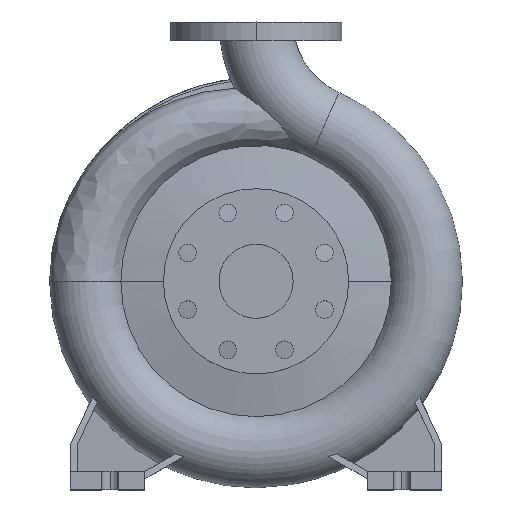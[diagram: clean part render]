
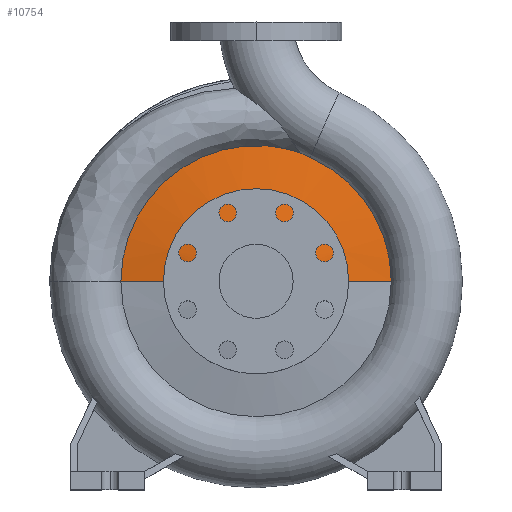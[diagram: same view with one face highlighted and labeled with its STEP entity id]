
A CAD part, top view. The second image highlights one B-rep face of the part: STEP entity #10754.
In plain terms, the highlighted conical face has half-angle 80 degrees and reference radius 217.521 mm.
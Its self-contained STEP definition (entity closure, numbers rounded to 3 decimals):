
#183 = CARTESIAN_POINT ( 'NONE',  ( -217.521, 0., 2.521 ) ) ;
#234 = CARTESIAN_POINT ( 'NONE',  ( -127.228, 72.03, 15.116 ) ) ;
#294 = CARTESIAN_POINT ( 'NONE',  ( 217.521, 0., 2.521 ) ) ;
#299 = CARTESIAN_POINT ( 'NONE',  ( -124.305, 76.994, 15.113 ) ) ;
#380 = CARTESIAN_POINT ( 'NONE',  ( -111.462, 94.55, 15.104 ) ) ;
#454 = CARTESIAN_POINT ( 'NONE',  ( -141.218, 37.165, 15.132 ) ) ;
#469 = EDGE_CURVE ( 'NONE', #13894, #5584, #8977, .T. ) ;
#521 = CARTESIAN_POINT ( 'NONE',  ( -137.819, 48.271, 15.128 ) ) ;
#738 = CARTESIAN_POINT ( 'NONE',  ( 58.593, 133.699, 15.136 ) ) ;
#803 = CARTESIAN_POINT ( 'NONE',  ( -9.791, 146.449, 15.015 ) ) ;
#1212 = DIRECTION ( 'NONE',  ( -0.985, 0., -0.174 ) ) ;
#1222 = DIRECTION ( 'NONE',  ( 0., 0., -1. ) ) ;
#1340 = CARTESIAN_POINT ( 'NONE',  ( -49.362, 138.002, 15.052 ) ) ;
#1411 = CARTESIAN_POINT ( 'NONE',  ( -43.9, 139.87, 15.047 ) ) ;
#1420 = CARTESIAN_POINT ( 'NONE',  ( -145.974, 0., 15.136 ) ) ;
#1431 = VERTEX_POINT ( 'NONE', #1420 ) ;
#1470 = ORIENTED_EDGE ( 'NONE', *, *, #13566, .T. ) ;
#1478 = CARTESIAN_POINT ( 'NONE',  ( -115.137, 90.018, 15.107 ) ) ;
#1586 = ORIENTED_EDGE ( 'NONE', *, *, #6552, .T. ) ;
#1589 = ORIENTED_EDGE ( 'NONE', *, *, #8965, .F. ) ;
#1929 = DIRECTION ( 'NONE',  ( 0., 0., 1. ) ) ;
#1964 = B_SPLINE_CURVE_WITH_KNOTS ( 'NONE', 3,
 ( #8103, #9199, #3761, #2513, #9274, #454, #2587, #12650, #10363, #521, #12578, #3542, #7075, #234, #299, #11541, #7144, #1478, #5965, #7009, #380, #12717, #8028, #3612, #2654, #10518, #4942, #11478, #12505, #2438, #6930, #9417, #11406, #1340, #1411, #5896, #4792, #13968, #7360, #3909, #6263, #2809, #803, #8602, #10735, #10655, #6334, #7568, #6187, #9704, #12873, #11766 ),
 .UNSPECIFIED., .F., .F.,
 ( 4, 2, 2, 2, 2, 2, 2, 2, 2, 2, 2, 2, 2, 2, 2, 2, 2, 2, 2, 2, 2, 2, 2, 2, 2, 4 ),
 ( 0., 0.017, 0.035, 0.043, 0.048, 0.052, 0.069, 0.086, 0.095, 0.099, 0.104, 0.121, 0.138, 0.147, 0.151, 0.156, 0.173, 0.19, 0.194, 0.199, 0.207, 0.225, 0.242, 0.251, 0.259, 0.276 ),
 .UNSPECIFIED. ) ;
#2037 = EDGE_CURVE ( 'NONE', #13894, #2151, #9478, .T. ) ;
#2151 = VERTEX_POINT ( 'NONE', #14245 ) ;
#2438 = CARTESIAN_POINT ( 'NONE',  ( -72.844, 126.941, 15.07 ) ) ;
#2488 = ORIENTED_EDGE ( 'NONE', *, *, #2037, .T. ) ;
#2513 = CARTESIAN_POINT ( 'NONE',  ( -144.262, 23.077, 15.135 ) ) ;
#2587 = CARTESIAN_POINT ( 'NONE',  ( -140.459, 39.957, 15.131 ) ) ;
#2654 = CARTESIAN_POINT ( 'NONE',  ( -89.746, 115.641, 15.085 ) ) ;
#2809 = CARTESIAN_POINT ( 'NONE',  ( -15.53, 145.926, 15.02 ) ) ;
#3089 = DIRECTION ( 'NONE',  ( 1., 0., 0. ) ) ;
#3399 = ORIENTED_EDGE ( 'NONE', *, *, #13937, .F. ) ;
#3507 = AXIS2_PLACEMENT_3D ( 'NONE', #8062, #1222, #6670 ) ;
#3542 = CARTESIAN_POINT ( 'NONE',  ( -134.804, 56.478, 15.125 ) ) ;
#3612 = CARTESIAN_POINT ( 'NONE',  ( -94.212, 111.994, 15.09 ) ) ;
#3684 = DIRECTION ( 'NONE',  ( 0.985, 0., -0.174 ) ) ;
#3761 = CARTESIAN_POINT ( 'NONE',  ( -145.626, 11.625, 15.136 ) ) ;
#3909 = CARTESIAN_POINT ( 'NONE',  ( -26.969, 144.105, 15.03 ) ) ;
#4015 = CARTESIAN_POINT ( 'NONE',  ( 50.997, 137.181, 15.08 ) ) ;
#4792 = CARTESIAN_POINT ( 'NONE',  ( -35.502, 142.173, 15.038 ) ) ;
#4942 = CARTESIAN_POINT ( 'NONE',  ( -80.294, 122.354, 15.076 ) ) ;
#5271 = ORIENTED_EDGE ( 'NONE', *, *, #469, .F. ) ;
#5584 = VERTEX_POINT ( 'NONE', #7151 ) ;
#5896 = CARTESIAN_POINT ( 'NONE',  ( -36.909, 141.806, 15.04 ) ) ;
#5965 = CARTESIAN_POINT ( 'NONE',  ( -114.234, 91.165, 15.106 ) ) ;
#6187 = CARTESIAN_POINT ( 'NONE',  ( 27.715, 144.221, 14.985 ) ) ;
#6263 = CARTESIAN_POINT ( 'NONE',  ( -24.113, 144.625, 15.027 ) ) ;
#6334 = CARTESIAN_POINT ( 'NONE',  ( 19.099, 145.571, 14.993 ) ) ;
#6405 = DIRECTION ( 'NONE',  ( 0., 0., 1. ) ) ;
#6552 = EDGE_CURVE ( 'NONE', #2151, #10332, #10023, .T. ) ;
#6670 = DIRECTION ( 'NONE',  ( -1., 0., 0. ) ) ;
#6930 = CARTESIAN_POINT ( 'NONE',  ( -71.583, 127.662, 15.069 ) ) ;
#7009 = CARTESIAN_POINT ( 'NONE',  ( -112.396, 93.433, 15.105 ) ) ;
#7075 = CARTESIAN_POINT ( 'NONE',  ( -132.477, 61.772, 15.122 ) ) ;
#7144 = CARTESIAN_POINT ( 'NONE',  ( -117.783, 86.546, 15.108 ) ) ;
#7151 = CARTESIAN_POINT ( 'NONE',  ( -47.5, 0., 32.5 ) ) ;
#7360 = CARTESIAN_POINT ( 'NONE',  ( -31.246, 143.193, 15.034 ) ) ;
#7568 = CARTESIAN_POINT ( 'NONE',  ( 24.858, 144.727, 14.988 ) ) ;
#7574 = CARTESIAN_POINT ( 'NONE',  ( 0., 0., 32.5 ) ) ;
#7631 = VECTOR ( 'NONE', #1212, 1000. ) ;
#8028 = CARTESIAN_POINT ( 'NONE',  ( -102.7, 104.2, 15.098 ) ) ;
#8062 = CARTESIAN_POINT ( 'NONE',  ( 0., 0., 2.521 ) ) ;
#8103 = CARTESIAN_POINT ( 'NONE',  ( -145.974, 0., 15.136 ) ) ;
#8360 = CARTESIAN_POINT ( 'NONE',  ( 54.764, 135.377, 15.136 ) ) ;
#8417 = VERTEX_POINT ( 'NONE', #13178 ) ;
#8602 = CARTESIAN_POINT ( 'NONE',  ( 1.725, 146.816, 15.006 ) ) ;
#8965 = EDGE_CURVE ( 'NONE', #1431, #8417, #1964, .T. ) ;
#8977 = CIRCLE ( 'NONE', #13192, 47.5 ) ;
#9082 = CARTESIAN_POINT ( 'NONE',  ( 47.5, 0., 32.5 ) ) ;
#9199 = CARTESIAN_POINT ( 'NONE',  ( -145.974, 5.842, 15.136 ) ) ;
#9274 = CARTESIAN_POINT ( 'NONE',  ( -143.245, 28.747, 15.134 ) ) ;
#9417 = CARTESIAN_POINT ( 'NONE',  ( -65.238, 131.166, 15.065 ) ) ;
#9478 = LINE ( 'NONE', #294, #10875 ) ;
#9704 = CARTESIAN_POINT ( 'NONE',  ( 36.22, 142.456, 14.978 ) ) ;
#9840 = CONICAL_SURFACE ( 'NONE', #3507, 217.521, 1.396 ) ;
#10023 = CIRCLE ( 'NONE', #11902, 145.974 ) ;
#10332 = VERTEX_POINT ( 'NONE', #738 ) ;
#10363 = CARTESIAN_POINT ( 'NONE',  ( -138.749, 45.508, 15.129 ) ) ;
#10382 = LINE ( 'NONE', #183, #7631 ) ;
#10518 = CARTESIAN_POINT ( 'NONE',  ( -82.7, 120.725, 15.078 ) ) ;
#10655 = CARTESIAN_POINT ( 'NONE',  ( 16.191, 145.909, 14.995 ) ) ;
#10735 = CARTESIAN_POINT ( 'NONE',  ( 7.5, 146.66, 15.002 ) ) ;
#10754 = ADVANCED_FACE ( 'NONE', ( #12244 ), #9840, .T. ) ;
#10875 = VECTOR ( 'NONE', #3684, 1000. ) ;
#10892 = DIRECTION ( 'NONE',  ( -1., 0., 0. ) ) ;
#11406 = CARTESIAN_POINT ( 'NONE',  ( -60.031, 133.65, 15.061 ) ) ;
#11478 = CARTESIAN_POINT ( 'NONE',  ( -76.594, 124.697, 15.073 ) ) ;
#11541 = CARTESIAN_POINT ( 'NONE',  ( -119.47, 84.19, 15.11 ) ) ;
#11582 = CARTESIAN_POINT ( 'NONE',  ( 58.593, 133.699, 15.136 ) ) ;
#11766 = CARTESIAN_POINT ( 'NONE',  ( 47.294, 139.112, 14.968 ) ) ;
#11802 = CARTESIAN_POINT ( 'NONE',  ( 47.294, 139.112, 14.968 ) ) ;
#11902 = AXIS2_PLACEMENT_3D ( 'NONE', #14499, #1929, #10892 ) ;
#12244 = FACE_OUTER_BOUND ( 'NONE', #12319, .T. ) ;
#12319 = EDGE_LOOP ( 'NONE', ( #5271, #2488, #1586, #1470, #1589, #3399 ) ) ;
#12505 = CARTESIAN_POINT ( 'NONE',  ( -75.348, 125.459, 15.072 ) ) ;
#12578 = CARTESIAN_POINT ( 'NONE',  ( -137.331, 49.649, 15.128 ) ) ;
#12650 = CARTESIAN_POINT ( 'NONE',  ( -139.192, 44.123, 15.13 ) ) ;
#12717 = CARTESIAN_POINT ( 'NONE',  ( -106.722, 100.054, 15.101 ) ) ;
#12873 = CARTESIAN_POINT ( 'NONE',  ( 41.801, 140.949, 14.973 ) ) ;
#13178 = CARTESIAN_POINT ( 'NONE',  ( 47.294, 139.112, 14.968 ) ) ;
#13192 = AXIS2_PLACEMENT_3D ( 'NONE', #7574, #6405, #3089 ) ;
#13360 = B_SPLINE_CURVE_WITH_KNOTS ( 'NONE', 3,
 ( #11582, #8360, #4015, #11802 ),
 .UNSPECIFIED., .F., .F.,
 ( 4, 4 ),
 ( 0.022, 0.034 ),
 .UNSPECIFIED. ) ;
#13566 = EDGE_CURVE ( 'NONE', #10332, #8417, #13360, .T. ) ;
#13894 = VERTEX_POINT ( 'NONE', #9082 ) ;
#13937 = EDGE_CURVE ( 'NONE', #5584, #1431, #10382, .T. ) ;
#13968 = CARTESIAN_POINT ( 'NONE',  ( -32.672, 142.866, 15.035 ) ) ;
#14245 = CARTESIAN_POINT ( 'NONE',  ( 145.974, 0., 15.136 ) ) ;
#14499 = CARTESIAN_POINT ( 'NONE',  ( 0., 0., 15.136 ) ) ;
